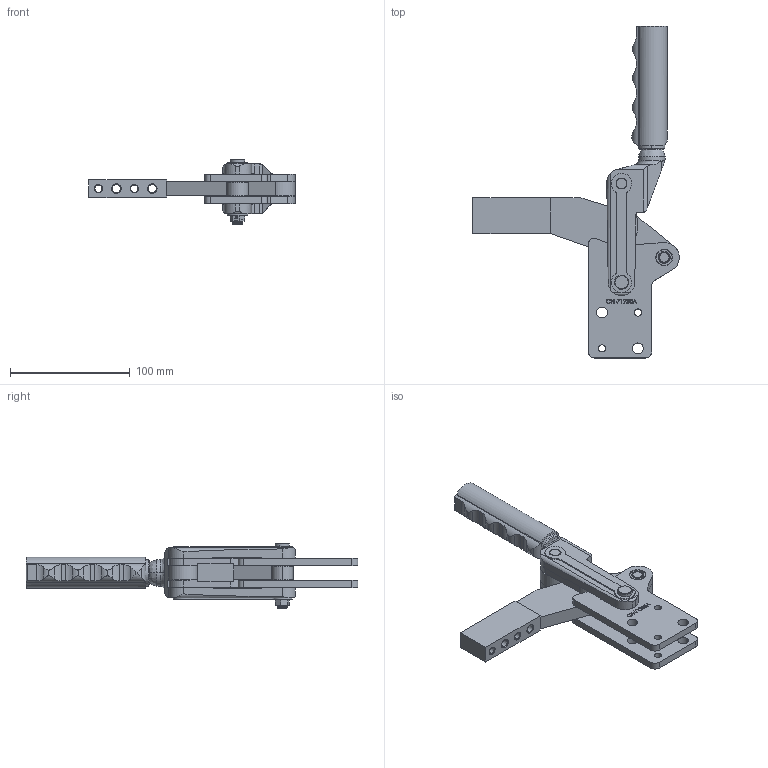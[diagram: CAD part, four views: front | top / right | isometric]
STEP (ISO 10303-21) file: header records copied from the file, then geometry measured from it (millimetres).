
FILE_DESCRIPTION (( 'STEP AP203' ), '1' );
FILE_NAME ('CH-71230A.STEP', '2020-10-16T09:18:54', ( 'User' ), ( 'china' ), 'SwSTEP 2.0', 'SolidWorks 2018', '' );
FILE_SCHEMA (( 'CONFIG_CONTROL_DESIGN' ));
Length unit declared in the file: millimetre
Products named in the file (36): 手柄_默认; 长_默认; 镶套1_默认; 复件 体_默认; 短_默认; 螺杆_默认; 连杆_默认; 螺母_默认; 套_默认; 揤參; CH-71230A; 底反_默认; 底正_默认; 隔套_默认
Assembly tree (22 placements, depth 2):
  手柄_默认
  镶套1_默认
  镶套1_默认
  短_默认
  镶套1_默认
Bounding box: 172.5 x 277.5 x 55 mm (x, y, z)
Volume: 287123.2 mm3; surface area: 110651.4 mm2
Topology: 22 solids, 22 shells, 757 faces, 1970 edges, 1280 vertices
Faces by surface type: plane 273, cylinder 258, cone 135, bspline 91
Entity records: 31553 total; most frequent: CARTESIAN_POINT 13079, ORIENTED_EDGE 3408, DIRECTION 2705, EDGE_CURVE 1704, VERTEX_POINT 1116, LINE 929, VECTOR 929, AXIS2_PLACEMENT_3D 888
